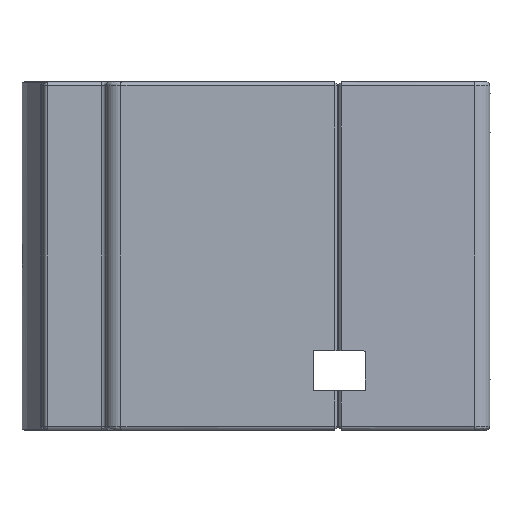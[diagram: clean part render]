
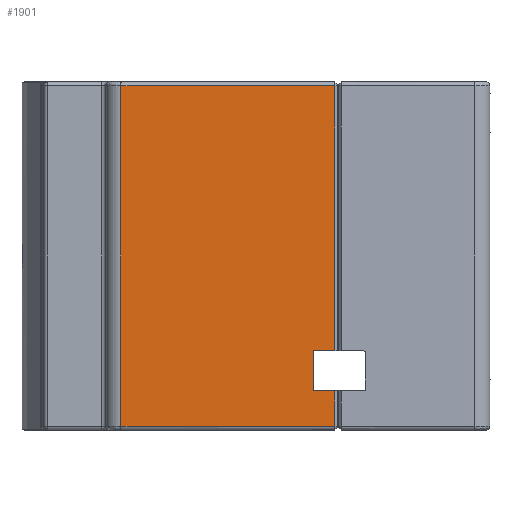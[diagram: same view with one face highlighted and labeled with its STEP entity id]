
A CAD part, left-side view. The second image highlights one B-rep face of the part: STEP entity #1901.
In plain terms, the highlighted face is planar.
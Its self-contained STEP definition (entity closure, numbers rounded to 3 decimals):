
#93 = EDGE_CURVE ( 'NONE', #1698, #9502, #441, .T. ) ;
#232 = VERTEX_POINT ( 'NONE', #6161 ) ;
#441 = LINE ( 'NONE', #10736, #6286 ) ;
#721 = DIRECTION ( 'NONE',  ( 0.009, 0., -1. ) ) ;
#1270 = ORIENTED_EDGE ( 'NONE', *, *, #7362, .T. ) ;
#1422 = EDGE_LOOP ( 'NONE', ( #1270, #4818, #6572, #9005, #6392, #5335, #10163, #6648 ) ) ;
#1572 = DIRECTION ( 'NONE',  ( -1., 0., -0.009 ) ) ;
#1627 = VERTEX_POINT ( 'NONE', #1839 ) ;
#1698 = VERTEX_POINT ( 'NONE', #9170 ) ;
#1839 = CARTESIAN_POINT ( 'NONE',  ( 9.898, 191.103, -94.973 ) ) ;
#1901 = ADVANCED_FACE ( 'NONE', ( #9783 ), #11087, .T. ) ;
#1917 = LINE ( 'NONE', #9965, #2073 ) ;
#2073 = VECTOR ( 'NONE', #8637, 1000. ) ;
#3327 = EDGE_CURVE ( 'NONE', #5167, #232, #8752, .T. ) ;
#4109 = LINE ( 'NONE', #9448, #17007 ) ;
#4682 = CARTESIAN_POINT ( 'NONE',  ( 9.898, 185.903, -94.973 ) ) ;
#4818 = ORIENTED_EDGE ( 'NONE', *, *, #17120, .T. ) ;
#5167 = VERTEX_POINT ( 'NONE', #16051 ) ;
#5335 = ORIENTED_EDGE ( 'NONE', *, *, #6730, .T. ) ;
#5746 = CARTESIAN_POINT ( 'NONE',  ( 30.977, 225.353, -94.789 ) ) ;
#5778 = EDGE_CURVE ( 'NONE', #14444, #7970, #10073, .T. ) ;
#6161 = CARTESIAN_POINT ( 'NONE',  ( 34.815, 181.353, -94.755 ) ) ;
#6275 = DIRECTION ( 'NONE',  ( 0., 1., 0. ) ) ;
#6286 = VECTOR ( 'NONE', #15875, 1000. ) ;
#6333 = AXIS2_PLACEMENT_3D ( 'NONE', #12639, #721, #16399 ) ;
#6392 = ORIENTED_EDGE ( 'NONE', *, *, #3327, .T. ) ;
#6572 = ORIENTED_EDGE ( 'NONE', *, *, #5778, .T. ) ;
#6648 = ORIENTED_EDGE ( 'NONE', *, *, #13426, .T. ) ;
#6730 = EDGE_CURVE ( 'NONE', #232, #1698, #1917, .T. ) ;
#7006 = CARTESIAN_POINT ( 'NONE',  ( 7.148, 182.853, -94.997 ) ) ;
#7086 = VECTOR ( 'NONE', #6275, 1000. ) ;
#7228 = VECTOR ( 'NONE', #1572, 1000. ) ;
#7362 = EDGE_CURVE ( 'NONE', #16546, #1627, #11857, .T. ) ;
#7659 = CARTESIAN_POINT ( 'NONE',  ( 7.148, 225.353, -94.997 ) ) ;
#7970 = VERTEX_POINT ( 'NONE', #7659 ) ;
#8112 = CARTESIAN_POINT ( 'NONE',  ( 7.148, 185.903, -94.997 ) ) ;
#8571 = VECTOR ( 'NONE', #16695, 1000. ) ;
#8637 = DIRECTION ( 'NONE',  ( -1., 0., -0.009 ) ) ;
#8752 = LINE ( 'NONE', #10400, #12615 ) ;
#9005 = ORIENTED_EDGE ( 'NONE', *, *, #15935, .F. ) ;
#9170 = CARTESIAN_POINT ( 'NONE',  ( 7.148, 181.353, -94.997 ) ) ;
#9448 = CARTESIAN_POINT ( 'NONE',  ( -9.501, 191.103, -95.142 ) ) ;
#9502 = VERTEX_POINT ( 'NONE', #8112 ) ;
#9783 = FACE_OUTER_BOUND ( 'NONE', #1422, .T. ) ;
#9965 = CARTESIAN_POINT ( 'NONE',  ( -9.501, 181.353, -95.142 ) ) ;
#10073 = LINE ( 'NONE', #7006, #8571 ) ;
#10163 = ORIENTED_EDGE ( 'NONE', *, *, #93, .T. ) ;
#10400 = CARTESIAN_POINT ( 'NONE',  ( 34.815, 182.853, -94.755 ) ) ;
#10481 = DIRECTION ( 'NONE',  ( 0., -1., 0. ) ) ;
#10736 = CARTESIAN_POINT ( 'NONE',  ( 7.148, 182.853, -94.997 ) ) ;
#11087 = PLANE ( 'NONE',  #6333 ) ;
#11250 = DIRECTION ( 'NONE',  ( 1., 0., 0.009 ) ) ;
#11527 = CARTESIAN_POINT ( 'NONE',  ( 7.148, 191.103, -94.997 ) ) ;
#11857 = LINE ( 'NONE', #17100, #7086 ) ;
#12615 = VECTOR ( 'NONE', #10481, 1000. ) ;
#12639 = CARTESIAN_POINT ( 'NONE',  ( -9.501, 182.853, -95.142 ) ) ;
#13426 = EDGE_CURVE ( 'NONE', #9502, #16546, #16305, .T. ) ;
#13532 = DIRECTION ( 'NONE',  ( -1., 0., -0.009 ) ) ;
#13594 = CARTESIAN_POINT ( 'NONE',  ( -9.501, 185.903, -95.142 ) ) ;
#14250 = VECTOR ( 'NONE', #11250, 1000. ) ;
#14444 = VERTEX_POINT ( 'NONE', #11527 ) ;
#15875 = DIRECTION ( 'NONE',  ( 0., 1., 0. ) ) ;
#15935 = EDGE_CURVE ( 'NONE', #5167, #7970, #16136, .T. ) ;
#16051 = CARTESIAN_POINT ( 'NONE',  ( 34.815, 225.353, -94.755 ) ) ;
#16136 = LINE ( 'NONE', #5746, #7228 ) ;
#16305 = LINE ( 'NONE', #13594, #14250 ) ;
#16399 = DIRECTION ( 'NONE',  ( -1., 0., -0.009 ) ) ;
#16546 = VERTEX_POINT ( 'NONE', #4682 ) ;
#16695 = DIRECTION ( 'NONE',  ( 0., 1., 0. ) ) ;
#17007 = VECTOR ( 'NONE', #13532, 1000. ) ;
#17100 = CARTESIAN_POINT ( 'NONE',  ( 9.898, 182.853, -94.973 ) ) ;
#17120 = EDGE_CURVE ( 'NONE', #1627, #14444, #4109, .T. ) ;
